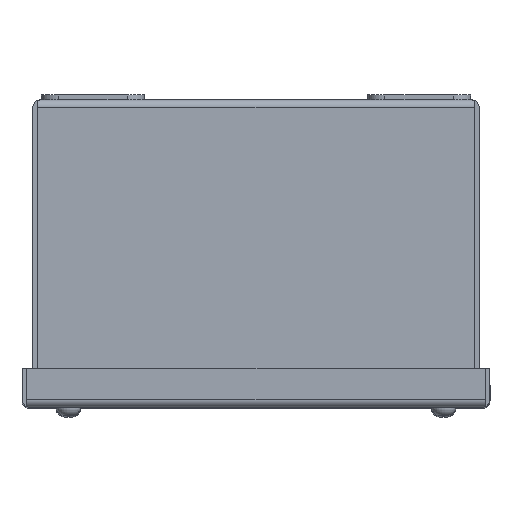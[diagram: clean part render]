
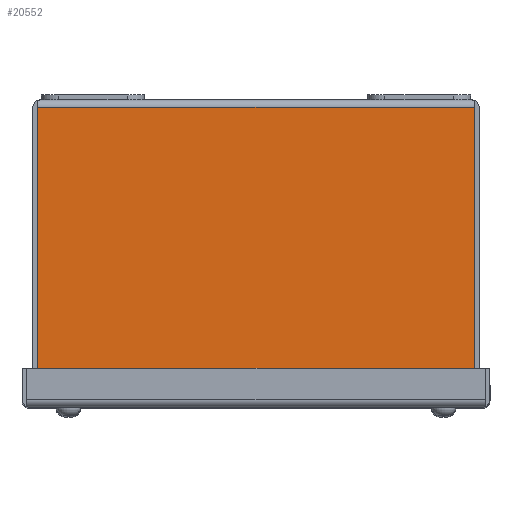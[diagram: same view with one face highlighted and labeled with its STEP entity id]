
A CAD part, top view. The second image highlights one B-rep face of the part: STEP entity #20552.
In plain terms, the highlighted planar face has unit normal (0, 0, 1).
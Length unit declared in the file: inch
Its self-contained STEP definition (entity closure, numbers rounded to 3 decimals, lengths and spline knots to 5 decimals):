
#809 = CARTESIAN_POINT ( 'NONE',  ( -3.17721, -4.142, 5.1875 ) ) ;
#993 = AXIS2_PLACEMENT_3D ( 'NONE', #4479, #19313, #14949 ) ;
#1130 = EDGE_CURVE ( 'NONE', #24961, #8578, #23472, .T. ) ;
#1150 = EDGE_LOOP ( 'NONE', ( #19733, #11971, #26665, #25956 ) ) ;
#1161 = VECTOR ( 'NONE', #18267, 39.37008 ) ;
#3120 = VERTEX_POINT ( 'NONE', #6327 ) ;
#4479 = CARTESIAN_POINT ( 'NONE',  ( 22.156, 0., 5.1875 ) ) ;
#6117 = FACE_OUTER_BOUND ( 'NONE', #1150, .T. ) ;
#6327 = CARTESIAN_POINT ( 'NONE',  ( 3.17721, -0.108, 5.1875 ) ) ;
#6530 = VERTEX_POINT ( 'NONE', #9533 ) ;
#7004 = CARTESIAN_POINT ( 'NONE',  ( 22.156, -4.142, 5.1875 ) ) ;
#8578 = VERTEX_POINT ( 'NONE', #809 ) ;
#9144 = EDGE_CURVE ( 'NONE', #6530, #8578, #12406, .T. ) ;
#9203 = EDGE_CURVE ( 'NONE', #6530, #3120, #12273, .T. ) ;
#9533 = CARTESIAN_POINT ( 'NONE',  ( -3.17721, -0.108, 5.1875 ) ) ;
#9812 = VECTOR ( 'NONE', #18532, 39.37008 ) ;
#10099 = CARTESIAN_POINT ( 'NONE',  ( -3.17721, 39.37008, 5.1875 ) ) ;
#10238 = CARTESIAN_POINT ( 'NONE',  ( -3.142, -0.108, 5.1875 ) ) ;
#11971 = ORIENTED_EDGE ( 'NONE', *, *, #22328, .F. ) ;
#12273 = LINE ( 'NONE', #10238, #9812 ) ;
#12406 = LINE ( 'NONE', #10099, #1161 ) ;
#14949 = DIRECTION ( 'NONE',  ( 0., 1., 0. ) ) ;
#16595 = PLANE ( 'NONE',  #993 ) ;
#18267 = DIRECTION ( 'NONE',  ( 0., -1., 0. ) ) ;
#18532 = DIRECTION ( 'NONE',  ( 1., 0., 0. ) ) ;
#19313 = DIRECTION ( 'NONE',  ( 0., 0., -1. ) ) ;
#19733 = ORIENTED_EDGE ( 'NONE', *, *, #1130, .F. ) ;
#20285 = LINE ( 'NONE', #21928, #21008 ) ;
#20552 = ADVANCED_FACE ( 'NONE', ( #6117 ), #16595, .F. ) ;
#21008 = VECTOR ( 'NONE', #26405, 39.37008 ) ;
#21579 = DIRECTION ( 'NONE',  ( -1., 0., 0. ) ) ;
#21928 = CARTESIAN_POINT ( 'NONE',  ( 3.17721, 39.37008, 5.1875 ) ) ;
#22328 = EDGE_CURVE ( 'NONE', #3120, #24961, #20285, .T. ) ;
#23472 = LINE ( 'NONE', #7004, #24238 ) ;
#24238 = VECTOR ( 'NONE', #21579, 39.37008 ) ;
#24961 = VERTEX_POINT ( 'NONE', #25065 ) ;
#25065 = CARTESIAN_POINT ( 'NONE',  ( 3.17721, -4.142, 5.1875 ) ) ;
#25956 = ORIENTED_EDGE ( 'NONE', *, *, #9144, .T. ) ;
#26405 = DIRECTION ( 'NONE',  ( 0., -1., 0. ) ) ;
#26665 = ORIENTED_EDGE ( 'NONE', *, *, #9203, .F. ) ;
